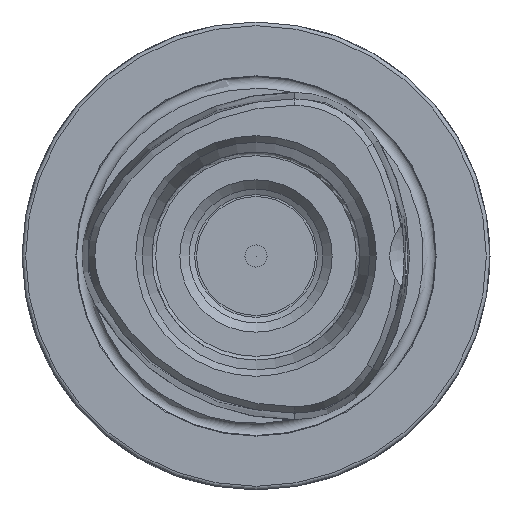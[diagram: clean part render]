
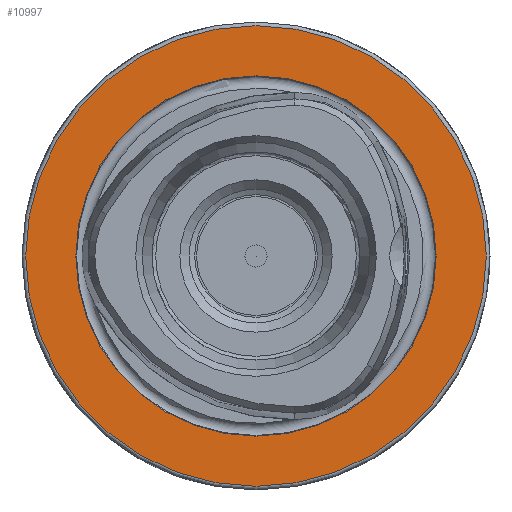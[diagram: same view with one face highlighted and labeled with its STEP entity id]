
A CAD part, left-side view. The second image highlights one B-rep face of the part: STEP entity #10997.
In plain terms, the highlighted planar face has unit normal (-1, 0, 0).
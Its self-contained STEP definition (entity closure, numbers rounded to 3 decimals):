
#427 = PLANE ( 'NONE',  #10854 ) ;
#532 = DIRECTION ( 'NONE',  ( 0., 0., 1. ) ) ;
#1311 = CARTESIAN_POINT ( 'NONE',  ( 0., 24.25, 0. ) ) ;
#2169 = DIRECTION ( 'NONE',  ( 0., 0., -1. ) ) ;
#2578 = AXIS2_PLACEMENT_3D ( 'NONE', #7300, #7264, #532 ) ;
#2668 = CARTESIAN_POINT ( 'NONE',  ( 0., 0., 24.25 ) ) ;
#2766 = ORIENTED_EDGE ( 'NONE', *, *, #7865, .T. ) ;
#2856 = CIRCLE ( 'NONE', #10130, 31. ) ;
#3034 = CARTESIAN_POINT ( 'NONE',  ( 0., 0., 0. ) ) ;
#3312 = VERTEX_POINT ( 'NONE', #4392 ) ;
#3750 = CIRCLE ( 'NONE', #2578, 24.25 ) ;
#4392 = CARTESIAN_POINT ( 'NONE',  ( 0., 0., 31. ) ) ;
#4573 = EDGE_LOOP ( 'NONE', ( #2766 ) ) ;
#4649 = DIRECTION ( 'NONE',  ( 0., 0., 1. ) ) ;
#4714 = ORIENTED_EDGE ( 'NONE', *, *, #10533, .F. ) ;
#5262 = EDGE_LOOP ( 'NONE', ( #4714 ) ) ;
#6558 = DIRECTION ( 'NONE',  ( 1., 0., 0. ) ) ;
#7264 = DIRECTION ( 'NONE',  ( -1., 0., 0. ) ) ;
#7300 = CARTESIAN_POINT ( 'NONE',  ( 0., 0., 0. ) ) ;
#7865 = EDGE_CURVE ( 'NONE', #3312, #3312, #2856, .T. ) ;
#9439 = FACE_BOUND ( 'NONE', #5262, .T. ) ;
#9849 = DIRECTION ( 'NONE',  ( -1., 0., 0. ) ) ;
#10093 = FACE_OUTER_BOUND ( 'NONE', #4573, .T. ) ;
#10130 = AXIS2_PLACEMENT_3D ( 'NONE', #3034, #9849, #4649 ) ;
#10533 = EDGE_CURVE ( 'NONE', #10877, #10877, #3750, .T. ) ;
#10854 = AXIS2_PLACEMENT_3D ( 'NONE', #1311, #6558, #2169 ) ;
#10877 = VERTEX_POINT ( 'NONE', #2668 ) ;
#10997 = ADVANCED_FACE ( 'NONE', ( #9439, #10093 ), #427, .F. ) ;
